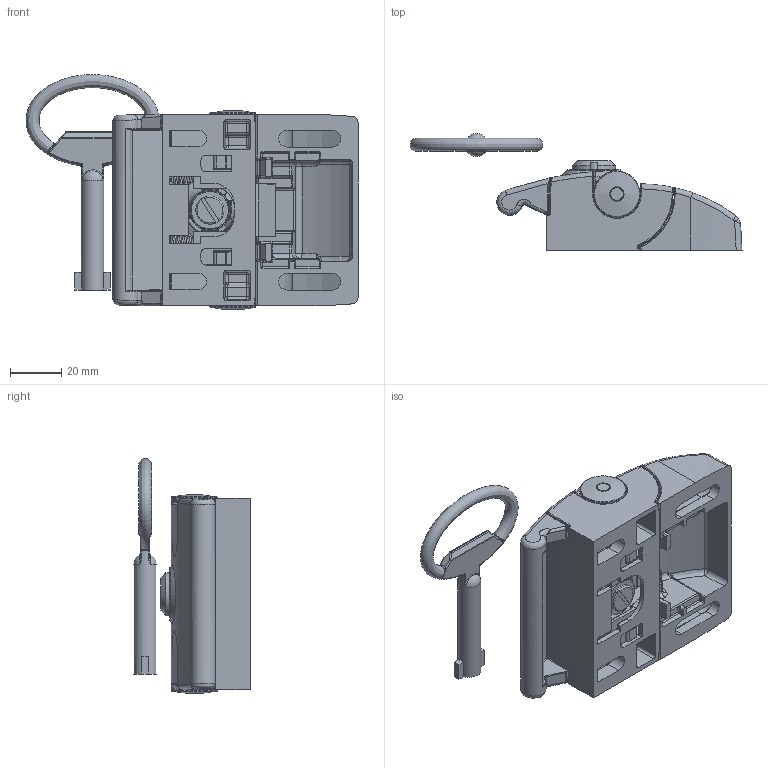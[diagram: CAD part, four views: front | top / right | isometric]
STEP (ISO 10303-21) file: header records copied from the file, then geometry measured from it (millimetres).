
FILE_DESCRIPTION (( 'STEP AP214' ), '1' );
FILE_NAME ('0957432.STEP', '2015-04-23T09:06:41', ( 'Admin' ), ( 'Hewlett-Packard Company' ), 'SwSTEP 2.0', 'SolidWorks 2014', '' );
FILE_SCHEMA (( 'AUTOMOTIVE_DESIGN' ));
Length unit declared in the file: millimetre
Products named in the file (13): 0957408R03_standard gespiegelt muss sein ; 0957408R02_0957408R02; 0957408R01_0957408R01 arme verl„ngert; 0957432; 0957432R02; 0957401r16_Standard; 0957430r01_0957432r01; 0957408R09_0957408r09; 0957408R08_0957408R08; 0957408R07_0957408R07; 0957408R16_Standard; 0957408R05_Standard; 0957408R04_0957408R04
Assembly tree (16 placements, depth 2):
  0957432
    0957408R01_0957408R01 arme verl„ngert
    0957408R02_0957408R02
    0957408R03_standard gespiegelt muss sein 
    0957408R04_0957408R04
    0957408R05_Standard
    0957408R16_Standard  x2
    0957408R07_0957408R07  x2
    0957408R08_0957408R08  x2
    0957408R09_0957408r09  x2
    0957430r01_0957432r01
    0957401r16_Standard
    0957432R02
Bounding box: 130.06 x 45.76 x 92 mm (x, y, z)
Volume: 81770.2 mm3; surface area: 66529.7 mm2
Topology: 16 solids, 16 shells, 3078 faces, 7687 edges, 4365 vertices
Faces by surface type: cylinder 1024, plane 921, bspline 655, torus 266, sphere 185, cone 27
Full cylindrical faces by diameter (mm): 1.7 x2, 4.5 x1, 5 x10, 5.4 x1, 5.474 x1, 5.5 x1, 6 x1, 9 x1, 11 x1, 11.8 x1, 13 x1, 15 x1, 16 x1, 17 x1, 18 x2
Entity records: 98450 total; most frequent: CARTESIAN_POINT 40306, ORIENTED_EDGE 12786, DIRECTION 11296, EDGE_CURVE 6393, AXIS2_PLACEMENT_3D 4354, VERTEX_POINT 3724, EDGE_LOOP 2843, FACE_OUTER_BOUND 2797
